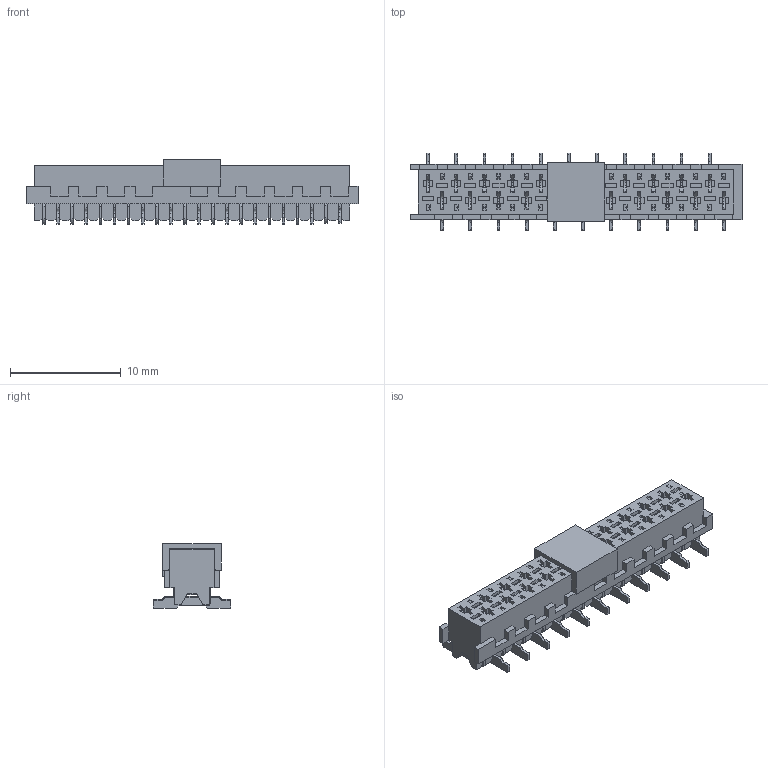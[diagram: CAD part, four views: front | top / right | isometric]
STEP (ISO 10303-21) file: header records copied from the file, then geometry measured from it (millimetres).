
FILE_DESCRIPTION( ( 'Unknown' ), '1' );
FILE_NAME( '690367282276.stp', 'Unknown', ( 'Unknown' ), ( 'Unknown' ), 'PSStep 18.0.17', 'Unknown', ' ' );
FILE_SCHEMA( ( 'AUTOMOTIVE_DESIGN { 1 0 10303 214 1 1 1 1 }' ) );
Length unit declared in the file: millimetre
Products named in the file (4): Assem1; 69036728xx76_CAP; 69036728xx76_PIN; 690367282276
Assembly tree (24 placements, depth 2):
  Assem1
    69036728xx76_CAP
    69036728xx76_PIN  x22
    690367282276
Bounding box: 29.94 x 7 x 5.85 mm (x, y, z)
Volume: 516.8 mm3; surface area: 2101.6 mm2
Topology: 24 solids, 24 shells, 1929 faces, 5530 edges, 3627 vertices
Faces by surface type: plane 1533, cylinder 396
Entity records: 41277 total; most frequent: CARTESIAN_POINT 5903, ORIENTED_EDGE 5894, DIRECTION 5085, EDGE_CURVE 2947, LINE 2911, VECTOR 2911, VERTEX_POINT 1905, EDGE_LOOP 1092
